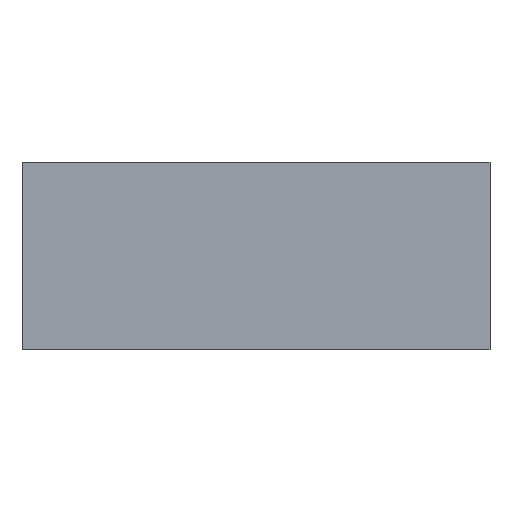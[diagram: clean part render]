
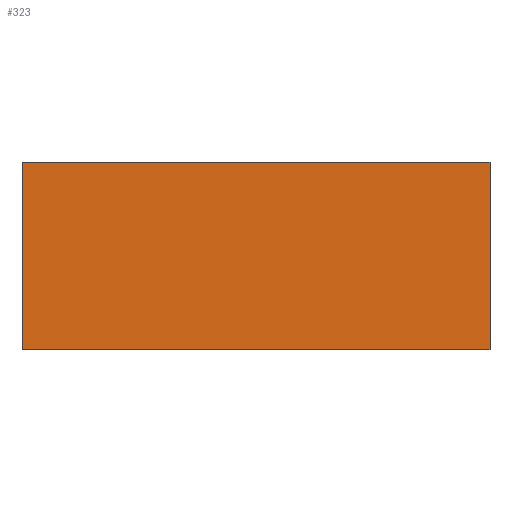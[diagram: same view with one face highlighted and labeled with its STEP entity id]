
A CAD part, front view. The second image highlights one B-rep face of the part: STEP entity #323.
In plain terms, the highlighted planar face has unit normal (0, -1, 0).
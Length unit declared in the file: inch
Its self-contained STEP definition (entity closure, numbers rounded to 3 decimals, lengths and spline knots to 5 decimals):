
#6 = VECTOR ( 'NONE', #407, 39.37008 ) ;
#20 = CARTESIAN_POINT ( 'NONE',  ( -0.09843, -2.52953, 0.07874 ) ) ;
#36 = DIRECTION ( 'NONE',  ( 0., 1., 0. ) ) ;
#42 = EDGE_CURVE ( 'NONE', #53, #422, #193, .T. ) ;
#53 = VERTEX_POINT ( 'NONE', #306 ) ;
#111 = DIRECTION ( 'NONE',  ( 0., 0., 1. ) ) ;
#131 = CARTESIAN_POINT ( 'NONE',  ( 0.09843, -2.52953, 0.07874 ) ) ;
#171 = DIRECTION ( 'NONE',  ( 0., 0., -1. ) ) ;
#193 = LINE ( 'NONE', #131, #236 ) ;
#195 = LINE ( 'NONE', #729, #372 ) ;
#225 = EDGE_CURVE ( 'NONE', #377, #422, #469, .T. ) ;
#236 = VECTOR ( 'NONE', #429, 39.37008 ) ;
#304 = CARTESIAN_POINT ( 'NONE',  ( -0.09843, -2.52953, 0.07874 ) ) ;
#306 = CARTESIAN_POINT ( 'NONE',  ( 0.09843, -2.52953, 0.07874 ) ) ;
#323 = ADVANCED_FACE ( 'NONE', ( #397 ), #639, .F. ) ;
#330 = ORIENTED_EDGE ( 'NONE', *, *, #733, .T. ) ;
#339 = CARTESIAN_POINT ( 'NONE',  ( -0.09843, -2.52953, 0.07874 ) ) ;
#365 = LINE ( 'NONE', #304, #440 ) ;
#370 = EDGE_CURVE ( 'NONE', #522, #53, #195, .T. ) ;
#372 = VECTOR ( 'NONE', #428, 39.37008 ) ;
#373 = ORIENTED_EDGE ( 'NONE', *, *, #225, .T. ) ;
#377 = VERTEX_POINT ( 'NONE', #595 ) ;
#397 = FACE_OUTER_BOUND ( 'NONE', #404, .T. ) ;
#404 = EDGE_LOOP ( 'NONE', ( #373, #644, #651, #330 ) ) ;
#407 = DIRECTION ( 'NONE',  ( 1., 0., 0. ) ) ;
#422 = VERTEX_POINT ( 'NONE', #658 ) ;
#428 = DIRECTION ( 'NONE',  ( 1., 0., 0. ) ) ;
#429 = DIRECTION ( 'NONE',  ( 0., 0., -1. ) ) ;
#440 = VECTOR ( 'NONE', #171, 39.37008 ) ;
#469 = LINE ( 'NONE', #768, #6 ) ;
#522 = VERTEX_POINT ( 'NONE', #20 ) ;
#550 = AXIS2_PLACEMENT_3D ( 'NONE', #339, #36, #111 ) ;
#595 = CARTESIAN_POINT ( 'NONE',  ( -0.09843, -2.52953, 0. ) ) ;
#639 = PLANE ( 'NONE',  #550 ) ;
#644 = ORIENTED_EDGE ( 'NONE', *, *, #42, .F. ) ;
#651 = ORIENTED_EDGE ( 'NONE', *, *, #370, .F. ) ;
#658 = CARTESIAN_POINT ( 'NONE',  ( 0.09843, -2.52953, 0. ) ) ;
#729 = CARTESIAN_POINT ( 'NONE',  ( -0.09843, -2.52953, 0.07874 ) ) ;
#733 = EDGE_CURVE ( 'NONE', #522, #377, #365, .T. ) ;
#768 = CARTESIAN_POINT ( 'NONE',  ( -0.09843, -2.52953, 0. ) ) ;
